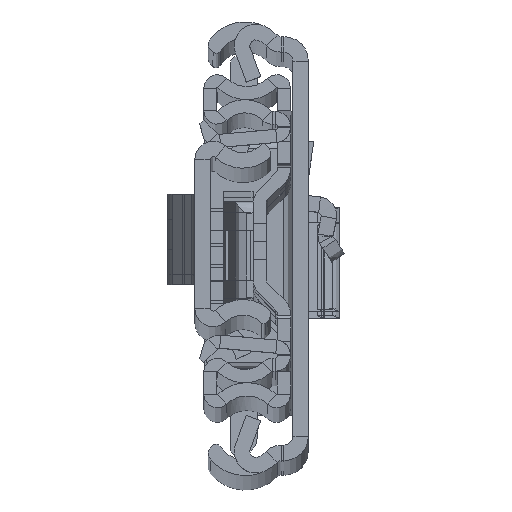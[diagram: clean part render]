
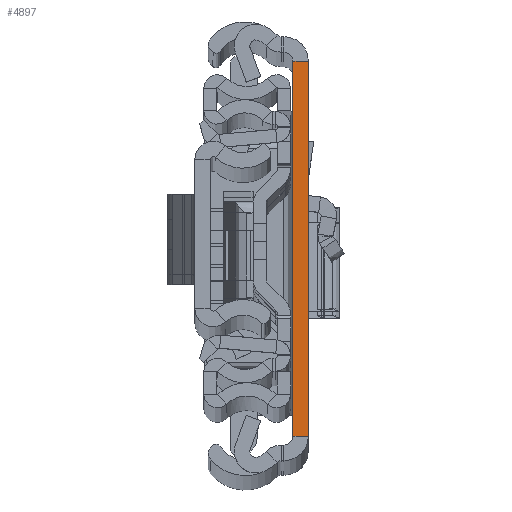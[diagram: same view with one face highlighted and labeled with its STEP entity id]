
A CAD part, top view. The second image highlights one B-rep face of the part: STEP entity #4897.
In plain terms, the highlighted planar face has unit normal (0, 0, 1).
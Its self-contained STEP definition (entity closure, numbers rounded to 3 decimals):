
#13 = EDGE_CURVE ( 'NONE', #16424, #13328, #7576, .T. ) ;
#92 = DIRECTION ( 'NONE',  ( 1., 0., 0. ) ) ;
#119 = VERTEX_POINT ( 'NONE', #17346 ) ;
#1066 = EDGE_CURVE ( 'NONE', #16424, #7573, #1384, .T. ) ;
#1384 = LINE ( 'NONE', #7374, #2107 ) ;
#1938 = VECTOR ( 'NONE', #3812, 1000. ) ;
#2107 = VECTOR ( 'NONE', #19041, 1000. ) ;
#2164 = LINE ( 'NONE', #10014, #1938 ) ;
#3122 = DIRECTION ( 'NONE',  ( 0., 0., -1. ) ) ;
#3812 = DIRECTION ( 'NONE',  ( 1., 0., 0. ) ) ;
#3819 = CARTESIAN_POINT ( 'NONE',  ( 2.6, -31.5, 0. ) ) ;
#4333 = ORIENTED_EDGE ( 'NONE', *, *, #13, .T. ) ;
#4354 = EDGE_CURVE ( 'NONE', #13328, #119, #10146, .T. ) ;
#4897 = ADVANCED_FACE ( 'NONE', ( #18608 ), #5087, .F. ) ;
#5087 = PLANE ( 'NONE',  #7494 ) ;
#5819 = VECTOR ( 'NONE', #92, 1000. ) ;
#6651 = CARTESIAN_POINT ( 'NONE',  ( 0., 31.5, 0. ) ) ;
#6715 = ORIENTED_EDGE ( 'NONE', *, *, #4354, .T. ) ;
#6804 = CARTESIAN_POINT ( 'NONE',  ( 0., -31.5, 0. ) ) ;
#7056 = EDGE_CURVE ( 'NONE', #7573, #119, #2164, .T. ) ;
#7374 = CARTESIAN_POINT ( 'NONE',  ( 0., -31.5, 0. ) ) ;
#7494 = AXIS2_PLACEMENT_3D ( 'NONE', #11073, #3122, #12186 ) ;
#7500 = ORIENTED_EDGE ( 'NONE', *, *, #7056, .F. ) ;
#7573 = VERTEX_POINT ( 'NONE', #6651 ) ;
#7576 = LINE ( 'NONE', #13578, #5819 ) ;
#10014 = CARTESIAN_POINT ( 'NONE',  ( 2.6, 31.5, 0. ) ) ;
#10146 = LINE ( 'NONE', #15993, #16962 ) ;
#10742 = ORIENTED_EDGE ( 'NONE', *, *, #1066, .F. ) ;
#11073 = CARTESIAN_POINT ( 'NONE',  ( 2.6, -31.5, 0. ) ) ;
#11266 = EDGE_LOOP ( 'NONE', ( #7500, #10742, #4333, #6715 ) ) ;
#12186 = DIRECTION ( 'NONE',  ( 0., 1., 0. ) ) ;
#13199 = DIRECTION ( 'NONE',  ( 0., 1., 0. ) ) ;
#13328 = VERTEX_POINT ( 'NONE', #3819 ) ;
#13578 = CARTESIAN_POINT ( 'NONE',  ( 2.6, -31.5, 0. ) ) ;
#15993 = CARTESIAN_POINT ( 'NONE',  ( 2.6, -31.5, 0. ) ) ;
#16424 = VERTEX_POINT ( 'NONE', #6804 ) ;
#16962 = VECTOR ( 'NONE', #13199, 1000. ) ;
#17346 = CARTESIAN_POINT ( 'NONE',  ( 2.6, 31.5, 0. ) ) ;
#18608 = FACE_OUTER_BOUND ( 'NONE', #11266, .T. ) ;
#19041 = DIRECTION ( 'NONE',  ( 0., 1., 0. ) ) ;
